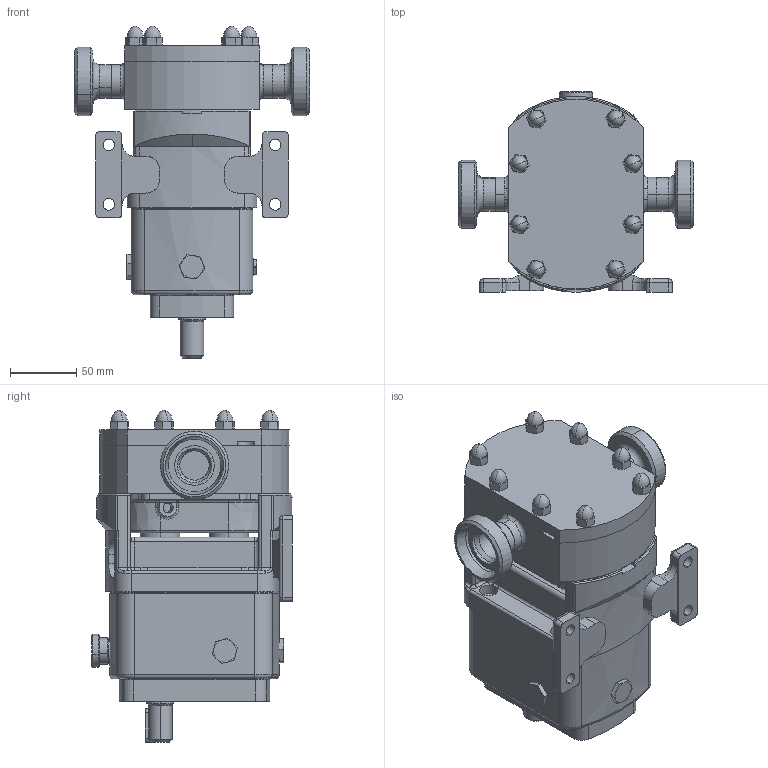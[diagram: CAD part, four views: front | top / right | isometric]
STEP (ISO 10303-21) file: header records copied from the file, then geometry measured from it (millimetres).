
FILE_DESCRIPTION (( 'STEP AP214' ), '1' );
FILE_NAME ('GA3919.STEP', '2024-11-07T16:29:53', ( '' ), ( '' ), 'SwSTEP 2.0', 'SolidWorks 2023', '' );
FILE_SCHEMA (( 'AUTOMOTIVE_DESIGN' ));
Length unit declared in the file: millimetre
Products named in the file (3): Copy of CP10-0005-12 H T^GA3919; Copy of Z94-5031-11 - 1 INCH DIN11851^GA3919; GA3919
Assembly tree (3 placements, depth 2):
  GA3919
    Copy of CP10-0005-12 H T^GA3919
    Copy of Z94-5031-11 - 1 INCH DIN11851^GA3919  x2
Bounding box: 178 x 151.87 x 251.35 mm (x, y, z)
Volume: 2264047.9 mm3; surface area: 182111.9 mm2
Topology: 3 solids, 3 shells, 749 faces, 1826 edges, 1087 vertices
Faces by surface type: plane 256, cylinder 224, cone 159, torus 78, bspline 20, sphere 12
Entity records: 23501 total; most frequent: CARTESIAN_POINT 6707, DIRECTION 3588, ORIENTED_EDGE 3486, EDGE_CURVE 1743, AXIS2_PLACEMENT_3D 1455, VERTEX_POINT 1055, EDGE_LOOP 776, CIRCLE 747
